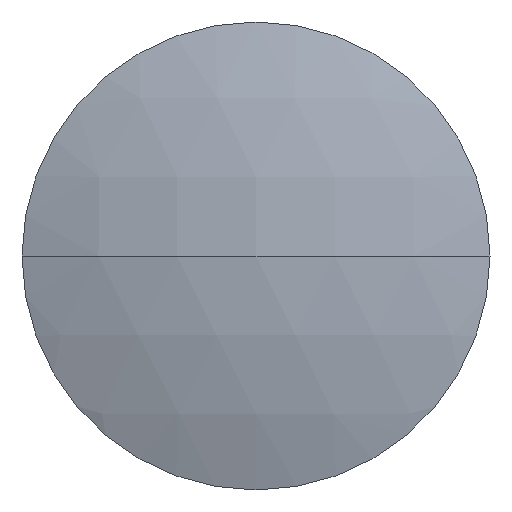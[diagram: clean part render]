
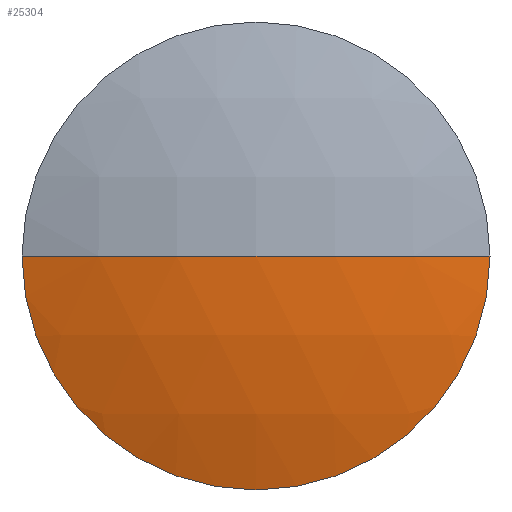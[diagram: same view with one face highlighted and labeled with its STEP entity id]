
A CAD part, left-side view. The second image highlights one B-rep face of the part: STEP entity #25304.
In plain terms, the highlighted spherical face has radius 74.903 mm.
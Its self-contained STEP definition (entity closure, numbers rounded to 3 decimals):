
#625 = CARTESIAN_POINT ( 'NONE',  ( 74.903, 0., 0. ) ) ;
#751 = EDGE_LOOP ( 'NONE', ( #18357, #18415, #13699, #16479 ) ) ;
#1465 = DIRECTION ( 'NONE',  ( -1., 0., 0. ) ) ;
#2467 = CIRCLE ( 'NONE', #4204, 74.903 ) ;
#3404 = CARTESIAN_POINT ( 'NONE',  ( 4., 0., -24.15 ) ) ;
#3431 = CARTESIAN_POINT ( 'NONE',  ( 0., 0., 0. ) ) ;
#3700 = AXIS2_PLACEMENT_3D ( 'NONE', #16548, #9903, #25011 ) ;
#4125 = DIRECTION ( 'NONE',  ( 0., 0., 1. ) ) ;
#4204 = AXIS2_PLACEMENT_3D ( 'NONE', #625, #19397, #19805 ) ;
#5883 = CARTESIAN_POINT ( 'NONE',  ( 4., 24.15, 0. ) ) ;
#5948 = CIRCLE ( 'NONE', #3700, 24.15 ) ;
#7234 = DIRECTION ( 'NONE',  ( 0., 0., -1. ) ) ;
#7246 = FACE_OUTER_BOUND ( 'NONE', #751, .T. ) ;
#7540 = SPHERICAL_SURFACE ( 'NONE', #13251, 74.903 ) ;
#9384 = VERTEX_POINT ( 'NONE', #25459 ) ;
#9713 = VERTEX_POINT ( 'NONE', #3431 ) ;
#9903 = DIRECTION ( 'NONE',  ( -1., 0., 0. ) ) ;
#10832 = EDGE_CURVE ( 'NONE', #15431, #13405, #5948, .T. ) ;
#11443 = CIRCLE ( 'NONE', #22711, 24.15 ) ;
#13251 = AXIS2_PLACEMENT_3D ( 'NONE', #26998, #15861, #13747 ) ;
#13405 = VERTEX_POINT ( 'NONE', #3404 ) ;
#13699 = ORIENTED_EDGE ( 'NONE', *, *, #22625, .T. ) ;
#13747 = DIRECTION ( 'NONE',  ( 0., 1., 0. ) ) ;
#15431 = VERTEX_POINT ( 'NONE', #5883 ) ;
#15861 = DIRECTION ( 'NONE',  ( 0., 0., -1. ) ) ;
#16479 = ORIENTED_EDGE ( 'NONE', *, *, #17059, .F. ) ;
#16548 = CARTESIAN_POINT ( 'NONE',  ( 4., 0., 0. ) ) ;
#16785 = CIRCLE ( 'NONE', #21287, 74.903 ) ;
#17059 = EDGE_CURVE ( 'NONE', #15431, #9713, #2467, .T. ) ;
#17423 = EDGE_CURVE ( 'NONE', #13405, #9384, #11443, .T. ) ;
#18357 = ORIENTED_EDGE ( 'NONE', *, *, #10832, .T. ) ;
#18415 = ORIENTED_EDGE ( 'NONE', *, *, #17423, .T. ) ;
#19397 = DIRECTION ( 'NONE',  ( 0., 0., 1. ) ) ;
#19805 = DIRECTION ( 'NONE',  ( 1., 0., 0. ) ) ;
#20795 = CARTESIAN_POINT ( 'NONE',  ( 4., 0., 0. ) ) ;
#21287 = AXIS2_PLACEMENT_3D ( 'NONE', #21769, #7234, #26145 ) ;
#21769 = CARTESIAN_POINT ( 'NONE',  ( 74.903, 0., 0. ) ) ;
#22625 = EDGE_CURVE ( 'NONE', #9384, #9713, #16785, .T. ) ;
#22711 = AXIS2_PLACEMENT_3D ( 'NONE', #20795, #1465, #4125 ) ;
#25011 = DIRECTION ( 'NONE',  ( 0., 0., 1. ) ) ;
#25304 = ADVANCED_FACE ( 'NONE', ( #7246 ), #7540, .T. ) ;
#25459 = CARTESIAN_POINT ( 'NONE',  ( 4., -24.15, 0. ) ) ;
#26145 = DIRECTION ( 'NONE',  ( 0., 1., 0. ) ) ;
#26998 = CARTESIAN_POINT ( 'NONE',  ( 74.903, 0., 0. ) ) ;
